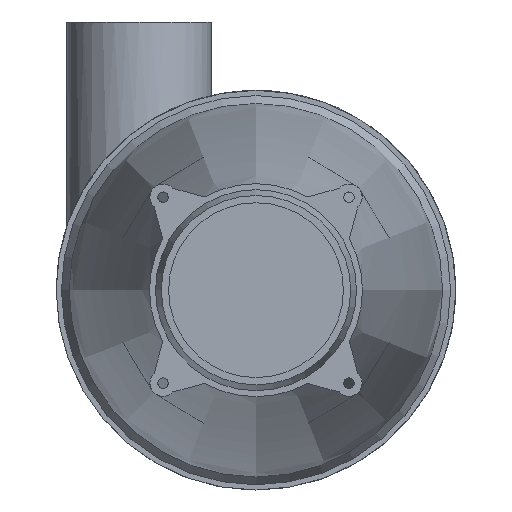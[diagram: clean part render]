
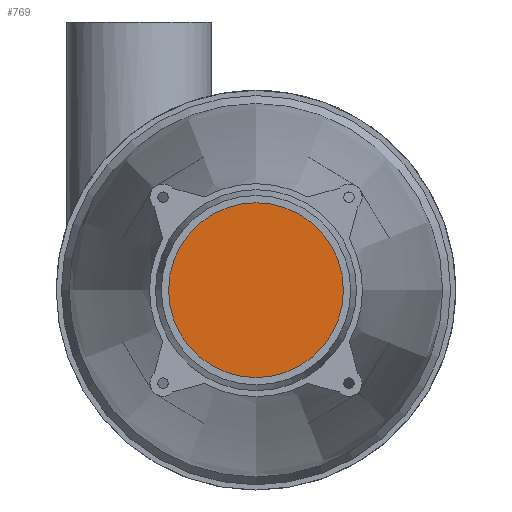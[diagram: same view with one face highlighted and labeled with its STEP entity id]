
A CAD part, front view. The second image highlights one B-rep face of the part: STEP entity #769.
In plain terms, the highlighted planar face has unit normal (0, -1, 0).
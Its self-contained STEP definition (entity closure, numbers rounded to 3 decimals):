
#73=PLANE('',#839);
#96=FACE_OUTER_BOUND('',#145,.T.);
#145=EDGE_LOOP('',(#529));
#289=CIRCLE('',#838,33.25);
#328=VERTEX_POINT('',#1134);
#408=EDGE_CURVE('',#328,#328,#289,.T.);
#529=ORIENTED_EDGE('',*,*,#408,.F.);
#769=ADVANCED_FACE('',(#96),#73,.T.);
#838=AXIS2_PLACEMENT_3D('',#1136,#935,#936);
#839=AXIS2_PLACEMENT_3D('',#1137,#937,#938);
#935=DIRECTION('center_axis',(0.,1.,0.));
#936=DIRECTION('ref_axis',(1.,0.,0.));
#937=DIRECTION('center_axis',(0.,-1.,0.));
#938=DIRECTION('ref_axis',(1.,0.,0.));
#1134=CARTESIAN_POINT('',(-33.25,-5.,0.));
#1136=CARTESIAN_POINT('Origin',(0.,-5.,0.));
#1137=CARTESIAN_POINT('Origin',(0.,-5.,0.));
